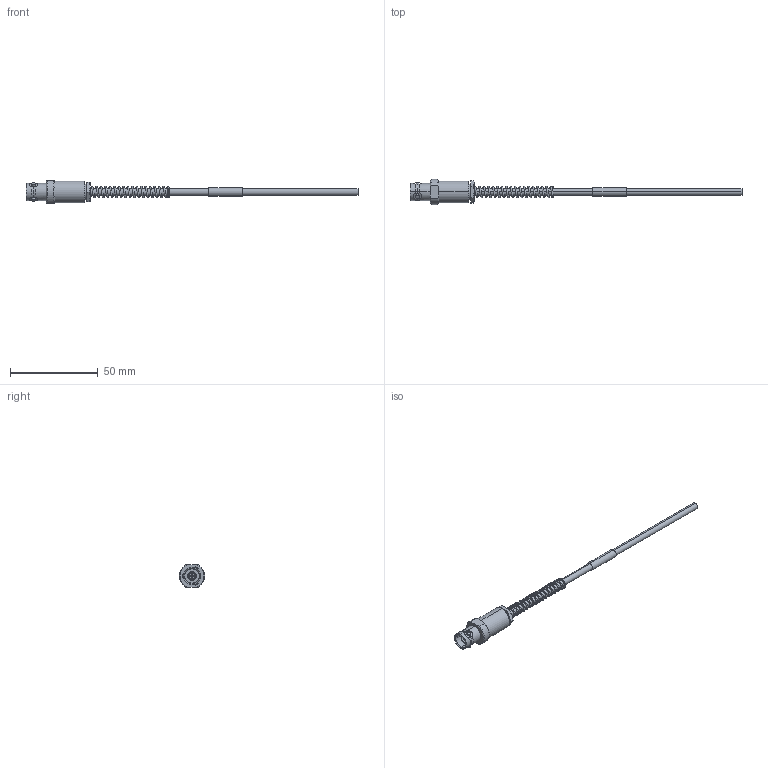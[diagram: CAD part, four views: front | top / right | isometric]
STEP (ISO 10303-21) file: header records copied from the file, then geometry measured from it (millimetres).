
FILE_DESCRIPTION (( 'STEP AP214' ), '1' );
FILE_NAME ('FM3MP2544_3D.step', '2023-08-16T19:30:06', ( '' ), ( '' ), 'SwSTEP 2.0', 'SolidWorks 2022', '' );
FILE_SCHEMA (( 'AUTOMOTIVE_DESIGN' ));
Length unit declared in the file: inch
Products named in the file (7): 1AW01-003_.182 ID x .75" long; FM3MP2544_3D; 10-06570-XXX_With Strain Relief; 10-06575-XXX-MA1; 10-06575-XXX-MA3; 10-06030-XXX-MA2_With Strain Relief; 30-02003_6"
Assembly tree (6 placements, depth 3):
  FM3MP2544_3D
    30-02003_6"
    10-06570-XXX_With Strain Relief
      10-06575-XXX-MA1
      10-06575-XXX-MA3
      10-06030-XXX-MA2_With Strain Relief
    1AW01-003_.182 ID x .75" long
Bounding box: 188.85 x 14.45 x 12.7 mm (x, y, z)
Volume: 5141.7 mm3; surface area: 6225.1 mm2
Topology: 5 solids, 5 shells, 148 faces, 342 edges, 216 vertices
Faces by surface type: cylinder 51, plane 43, cone 42, torus 10, bspline 2
Entity records: 10964 total; most frequent: CARTESIAN_POINT 7178, DIRECTION 724, ORIENTED_EDGE 680, EDGE_CURVE 340, AXIS2_PLACEMENT_3D 308, VERTEX_POINT 216, EDGE_LOOP 168, CIRCLE 152
